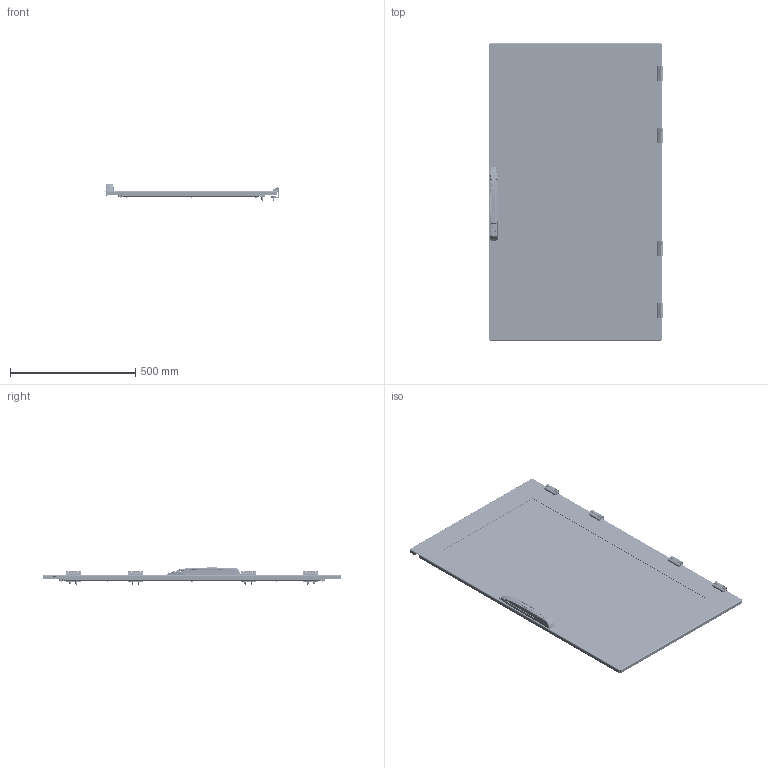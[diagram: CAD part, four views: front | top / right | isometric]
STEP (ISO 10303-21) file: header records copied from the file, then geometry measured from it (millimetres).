
FILE_DESCRIPTION (( 'STEP AP214' ), '1' );
FILE_NAME ('605.712.STEP', '2024-09-17T10:36:42', ( '' ), ( '' ), 'SwSTEP 2.0', 'SolidWorks 2021', '' );
FILE_SCHEMA (( 'AUTOMOTIVE_DESIGN' ));
Length unit declared in the file: millimetre
Products named in the file (39): Øïèëüêà ïðèâàðíàÿ Ì6õ10; Øïèëüêà ïðèâàðíàÿ Ì6õ25; MS867-002.step; 837-1_1.step; 837-1_2.step; 嵑謺麃 CL213-3; ﾒ聰 ﾌﾊ-20 H1200; 950.104 Ðó÷êà.step; Äâåðíîé ïðîôèëü ñò. ÌÊ 20 W700; MS867_________ASM.step; 605.712; MS867-003.step; Çàãëóøêà òÿãè; CL213-3; 嵑謺麃 2; 栺樏鋋 W700H1200; Âèíò Ì5õ10 ìåáåëüíûé; 867-1_3.step; 867-6.step; 867-4.step; _______ASM.step; 嵑謺麃 1; Äâåðíîå ïîëîòíî ñò. ÌÊ-20 W700H1200; Óãîëîê äâåðíîé; MS867-001.step; 867-3.step; 867-7.step; Øïèëüêà ïðèâàðíàÿ Ì6õ35; 项蜞轫铋 忤眚 DIN 7991 󊬱6; Ïðîêëàäêà W700H1200; CT-M6X8.step; PT-M5X10.step; MS867-004.step; 867-2.step; Äâåðíîé ïðîôèëü ñò. ÌÊ 20 Í1200; 鎗鵻罻; Ãàñêåòèíã äâåðè W700H1200; Ãàéêà Ì6 äëÿ øïèëüêè; 867-5.step
Assembly tree (86 placements, depth 5):
  605.712
    Äâåðíîå ïîëîòíî ñò. ÌÊ-20 W700H1200
    Ãàñêåòèíã äâåðè W700H1200
    Äâåðíîé ïðîôèëü ñò. ÌÊ 20 Í1200  x2
    Äâåðíîé ïðîôèëü ñò. ÌÊ 20 W700  x2
    栺樏鋋 W700H1200
    Ïðîêëàäêà W700H1200
    ﾒ聰 ﾌﾊ-20 H1200
    Øïèëüêà ïðèâàðíàÿ Ì6õ35  x2
    Øïèëüêà ïðèâàðíàÿ Ì6õ25  x16
    Øïèëüêà ïðèâàðíàÿ Ì6õ10  x4
    Çàãëóøêà òÿãè  x4
    Óãîëîê äâåðíîé  x4
    Ãàéêà Ì6 äëÿ øïèëüêè  x16
    950.104 Ðó÷êà.step
      MS867_________ASM.step
        _______ASM.step
          MS867-002.step
          MS867-003.step
          867-7.step
          867-5.step
          867-6.step
        MS867-001.step
        MS867-004.step
      867-2.step
      867-3.step
      867-4.step
      PT-M5X10.step
      CT-M6X8.step
      837-1_1.step
      837-1_2.step
      867-1_3.step  x2
    CL213-3  x4
      嵑謺麃 CL213-3
        鎗鵻罻
        嵑謺麃 1
        嵑謺麃 2
      项蜞轫铋 忤眚 DIN 7991 󊬱6
      Âèíò Ì5õ10 ìåáåëüíûé
Bounding box: 697.9 x 1190 x 68.32 mm (x, y, z)
Volume: 4003760.9 mm3; surface area: 2900604.3 mm2
Topology: 99 solids, 99 shells, 4828 faces, 12809 edges, 8194 vertices
Faces by surface type: cylinder 2078, plane 1989, cone 378, bspline 299, torus 70, sphere 14
Entity records: 87982 total; most frequent: CARTESIAN_POINT 33655, ORIENTED_EDGE 11528, DIRECTION 10162, EDGE_CURVE 5764, AXIS2_PLACEMENT_3D 3711, VERTEX_POINT 3710, LINE 2740, VECTOR 2740
